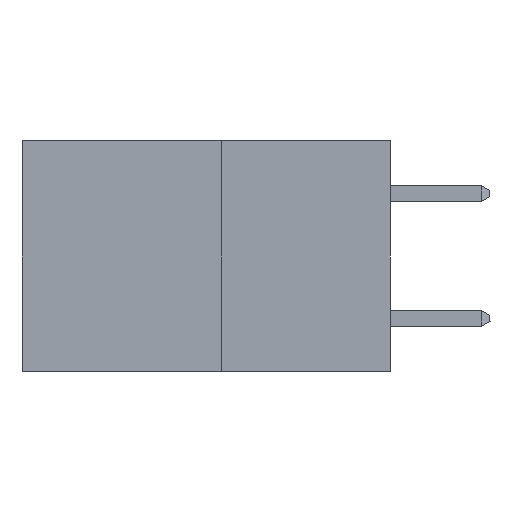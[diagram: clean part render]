
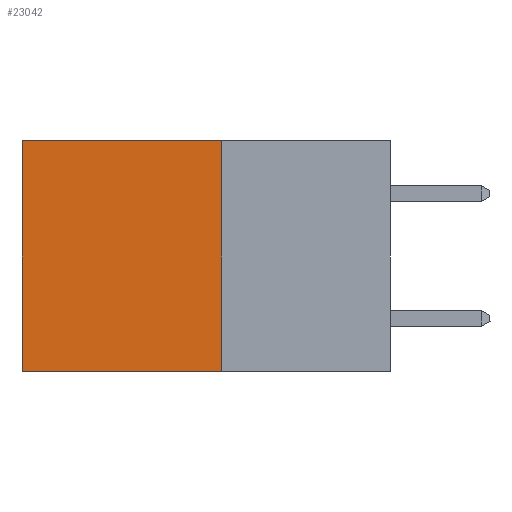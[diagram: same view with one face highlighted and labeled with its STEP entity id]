
A CAD part, left-side view. The second image highlights one B-rep face of the part: STEP entity #23042.
In plain terms, the highlighted planar face has unit normal (-1, 0, 0).
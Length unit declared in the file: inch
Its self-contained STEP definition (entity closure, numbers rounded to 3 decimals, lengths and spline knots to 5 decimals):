
#415 = CARTESIAN_POINT ( 'NONE',  ( 0.277, 0.59, -0.37 ) ) ;
#1934 = VECTOR ( 'NONE', #20508, 39.37008 ) ;
#3360 = DIRECTION ( 'NONE',  ( 1., 0., 0. ) ) ;
#3590 = VERTEX_POINT ( 'NONE', #3592 ) ;
#3592 = CARTESIAN_POINT ( 'NONE',  ( 0.277, 0.27, 0. ) ) ;
#3986 = ORIENTED_EDGE ( 'NONE', *, *, #17876, .F. ) ;
#4402 = DIRECTION ( 'NONE',  ( 0., 0., -1. ) ) ;
#5555 = VECTOR ( 'NONE', #10873, 39.37008 ) ;
#5835 = DIRECTION ( 'NONE',  ( 0., 1., 0. ) ) ;
#7998 = CARTESIAN_POINT ( 'NONE',  ( 0.277, 0.59, 0. ) ) ;
#8942 = LINE ( 'NONE', #33298, #1934 ) ;
#9121 = FACE_OUTER_BOUND ( 'NONE', #23170, .T. ) ;
#9398 = ORIENTED_EDGE ( 'NONE', *, *, #27822, .F. ) ;
#10873 = DIRECTION ( 'NONE',  ( 0., 0., -1. ) ) ;
#13616 = VERTEX_POINT ( 'NONE', #16506 ) ;
#13785 = CARTESIAN_POINT ( 'NONE',  ( 0.277, 0.27, -0.37 ) ) ;
#14291 = LINE ( 'NONE', #16266, #19573 ) ;
#14767 = CARTESIAN_POINT ( 'NONE',  ( 0.277, 0.27, -0.37 ) ) ;
#16266 = CARTESIAN_POINT ( 'NONE',  ( 0.277, 0.27, -0.37 ) ) ;
#16506 = CARTESIAN_POINT ( 'NONE',  ( 0.277, 0.59, -0.37 ) ) ;
#17470 = CARTESIAN_POINT ( 'NONE',  ( 0.277, 0.27, -0.37 ) ) ;
#17876 = EDGE_CURVE ( 'NONE', #30025, #13616, #14291, .T. ) ;
#18957 = EDGE_CURVE ( 'NONE', #3590, #32358, #8942, .T. ) ;
#19023 = PLANE ( 'NONE',  #29854 ) ;
#19301 = VECTOR ( 'NONE', #4402, 39.37008 ) ;
#19573 = VECTOR ( 'NONE', #5835, 39.37008 ) ;
#20508 = DIRECTION ( 'NONE',  ( 0., 1., 0. ) ) ;
#21527 = EDGE_CURVE ( 'NONE', #32358, #13616, #25553, .T. ) ;
#21617 = DIRECTION ( 'NONE',  ( 0., 0., -1. ) ) ;
#23042 = ADVANCED_FACE ( 'NONE', ( #9121 ), #19023, .F. ) ;
#23170 = EDGE_LOOP ( 'NONE', ( #29494, #3986, #9398, #31703 ) ) ;
#25553 = LINE ( 'NONE', #415, #5555 ) ;
#27024 = LINE ( 'NONE', #17470, #19301 ) ;
#27822 = EDGE_CURVE ( 'NONE', #3590, #30025, #27024, .T. ) ;
#29494 = ORIENTED_EDGE ( 'NONE', *, *, #21527, .T. ) ;
#29854 = AXIS2_PLACEMENT_3D ( 'NONE', #13785, #3360, #21617 ) ;
#30025 = VERTEX_POINT ( 'NONE', #14767 ) ;
#31703 = ORIENTED_EDGE ( 'NONE', *, *, #18957, .T. ) ;
#32358 = VERTEX_POINT ( 'NONE', #7998 ) ;
#33298 = CARTESIAN_POINT ( 'NONE',  ( 0.277, 0.27, 0. ) ) ;
